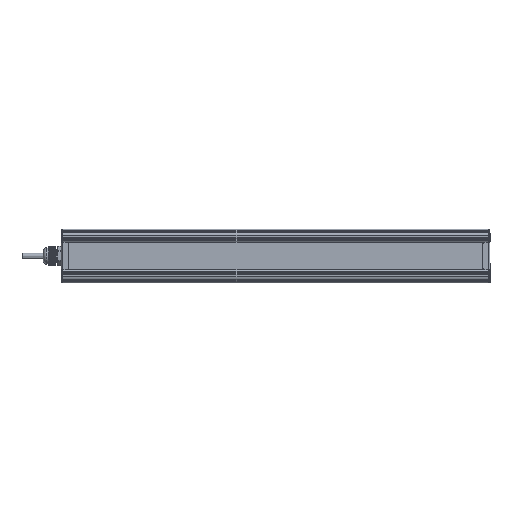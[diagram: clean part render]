
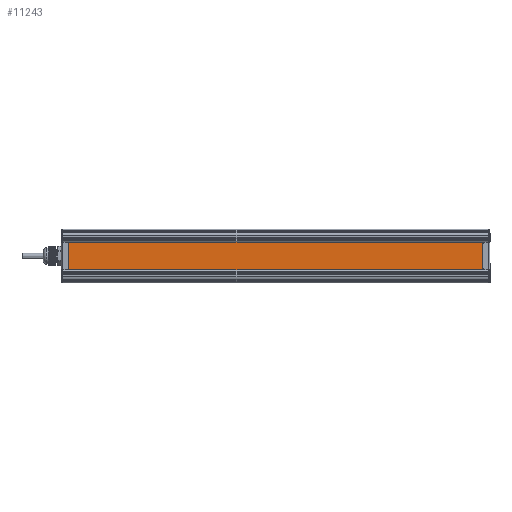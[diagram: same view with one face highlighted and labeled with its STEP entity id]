
A CAD part, front view. The second image highlights one B-rep face of the part: STEP entity #11243.
In plain terms, the highlighted face is planar.
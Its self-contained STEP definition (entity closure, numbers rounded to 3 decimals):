
#11243=ADVANCED_FACE('',(#20024),#20026,.T.);
#20024=FACE_BOUND('',#20025,.T.);
#20025=EDGE_LOOP('',(#46053,#46054,#46055,#46056));
#20026=PLANE('',#20027);
#20027=AXIS2_PLACEMENT_3D('',#20028,#20029,#20030);
#20028=CARTESIAN_POINT('',(627.365,88.78,118.419));
#20029=DIRECTION('',(0.,0.,-1.));
#20030=DIRECTION('',(0.,-1.,0.));
#46053=ORIENTED_EDGE('',*,*,#52273,.F.);
#46054=ORIENTED_EDGE('',*,*,#52272,.T.);
#46055=ORIENTED_EDGE('',*,*,#52274,.F.);
#46056=ORIENTED_EDGE('',*,*,#52275,.F.);
#52272=EDGE_CURVE('',#57757,#57761,#57763,.T.);
#52273=EDGE_CURVE('',#57757,#57764,#57765,.T.);
#52274=EDGE_CURVE('',#57766,#57761,#57767,.T.);
#52275=EDGE_CURVE('',#57764,#57766,#57768,.T.);
#57757=VERTEX_POINT('',#76507);
#57761=VERTEX_POINT('',#76515);
#57763=LINE('',#76519,#76520);
#57764=VERTEX_POINT('',#76522);
#57765=LINE('',#76523,#76524);
#57766=VERTEX_POINT('',#76526);
#57767=LINE('',#76527,#76528);
#57768=LINE('',#76530,#76531);
#76507=CARTESIAN_POINT('',(627.365,37.371,118.419));
#76515=CARTESIAN_POINT('',(31.365,37.371,118.419));
#76519=CARTESIAN_POINT('',(627.365,37.371,118.419));
#76520=VECTOR('',#76521,1.);
#76521=DIRECTION('',(-1.,0.,0.));
#76522=CARTESIAN_POINT('',(627.365,88.78,118.419));
#76523=CARTESIAN_POINT('',(627.365,37.371,118.419));
#76524=VECTOR('',#76525,1.);
#76525=DIRECTION('',(0.,1.,0.));
#76526=CARTESIAN_POINT('',(31.365,88.78,118.419));
#76527=CARTESIAN_POINT('',(31.365,88.78,118.419));
#76528=VECTOR('',#76529,1.);
#76529=DIRECTION('',(0.,-1.,0.));
#76530=CARTESIAN_POINT('',(627.365,88.78,118.419));
#76531=VECTOR('',#76532,1.);
#76532=DIRECTION('',(-1.,0.,0.));
